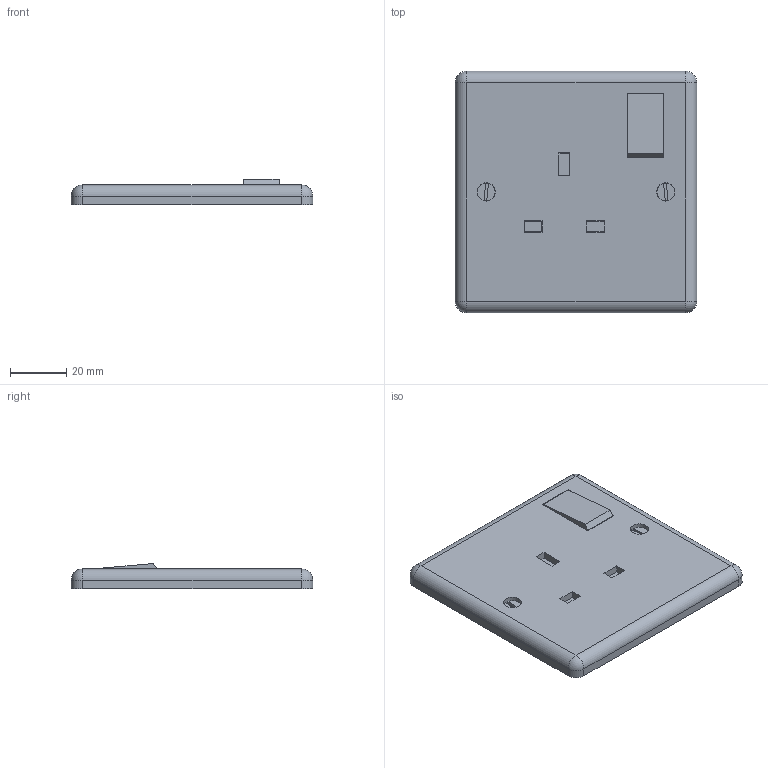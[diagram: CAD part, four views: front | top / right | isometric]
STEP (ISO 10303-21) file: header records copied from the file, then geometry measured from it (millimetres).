
FILE_DESCRIPTION(/* description */ ('STEP AP242','CAx-IF Rec.Pracs.---Representation and Presentation of Product Manufacturing Information (PMI)---4.0---2014-10-13','CAx-IF Rec.Pracs.---3D Tessellated Geometry---0.4---2014-09-14','2;1'),/* implementation_level */ '2;1');
FILE_NAME(/* name */ '666aed1de5b5c7383a827e1c',/* time_stamp */ '2024-06-13T12:59:10Z',/* author */ (''),/* organization */ (''),/* preprocessor_version */ 'ST-DEVELOPER v20',/* originating_system */ ' ',/* authorisation */ ' ');
FILE_SCHEMA (('AP242_MANAGED_MODEL_BASED_3D_ENGINEERING_MIM_LF { 1 0 10303 442 1 1 4 }'));
Length unit declared in the file: metre
Products named in the file (2): Part 1; Part 2
Bounding box: 86 x 86 x 8.91 mm (x, y, z)
Volume: 41460.7 mm3; surface area: 23742.6 mm2
Topology: 2 solids, 2 shells, 161 faces, 398 edges, 260 vertices
Faces by surface type: plane 100, cylinder 57, sphere 4
Full cylindrical faces by diameter (mm): 6 x2, 6.3 x2, 6.5 x2, 7.2 x4, 8 x3, 10 x3, 12 x3, 15 x2
Entity records: 4664 total; most frequent: DIRECTION 813, CARTESIAN_POINT 784, ORIENTED_EDGE 734, EDGE_CURVE 367, AXIS2_PLACEMENT_3D 283, VERTEX_POINT 254, LINE 247, VECTOR 247
